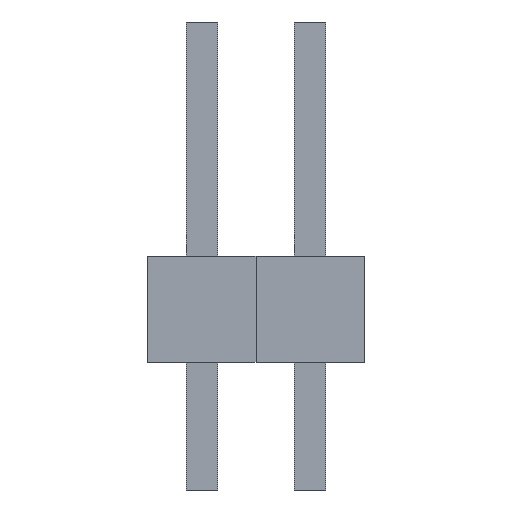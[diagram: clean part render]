
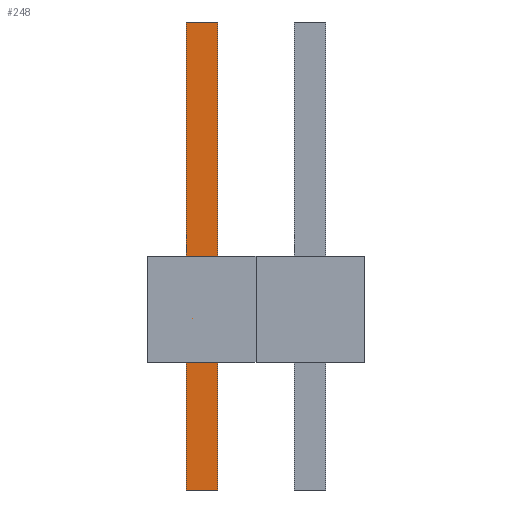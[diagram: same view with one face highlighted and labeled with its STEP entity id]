
A CAD part, front view. The second image highlights one B-rep face of the part: STEP entity #248.
In plain terms, the highlighted planar face has unit normal (0, -1, 0).
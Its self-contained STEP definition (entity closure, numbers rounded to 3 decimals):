
#13=DIRECTION('',(0.,0.,1.));
#14=DIRECTION('',(1.,0.,0.));
#89=VECTOR('',#13,1.);
#96=DIRECTION('',(0.,1.,0.));
#138=VECTOR('',#14,1.);
#202=EDGE_CURVE('',#203,#205,#207,.T.);
#203=VERTEX_POINT('',#204);
#204=CARTESIAN_POINT('',(-0.371,-0.371,-3.));
#205=VERTEX_POINT('',#206);
#206=CARTESIAN_POINT('',(-0.371,-0.371,8.));
#207=LINE('',#204,#89);
#226=ORIENTED_EDGE('',*,*,#227,.F.);
#227=EDGE_CURVE('',#228,#230,#232,.T.);
#228=VERTEX_POINT('',#229);
#229=CARTESIAN_POINT('',(0.371,-0.371,-3.));
#230=VERTEX_POINT('',#231);
#231=CARTESIAN_POINT('',(0.371,-0.371,8.));
#232=LINE('',#229,#89);
#248=ADVANCED_FACE('',(#249),#258,.F.);
#249=FACE_BOUND('',#250,.F.);
#250=EDGE_LOOP('',(#251,#254,#255,#226));
#251=ORIENTED_EDGE('',*,*,#252,.F.);
#252=EDGE_CURVE('',#203,#228,#253,.T.);
#253=LINE('',#204,#138);
#254=ORIENTED_EDGE('',*,*,#202,.T.);
#255=ORIENTED_EDGE('',*,*,#256,.T.);
#256=EDGE_CURVE('',#205,#230,#257,.T.);
#257=LINE('',#206,#138);
#258=PLANE('',#259);
#259=AXIS2_PLACEMENT_3D('',#204,#96,#13);
